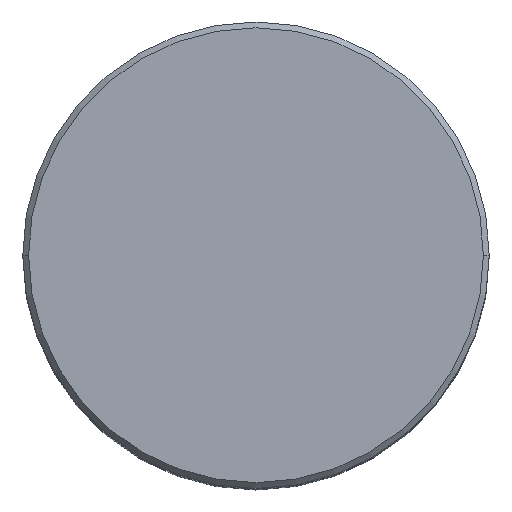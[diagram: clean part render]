
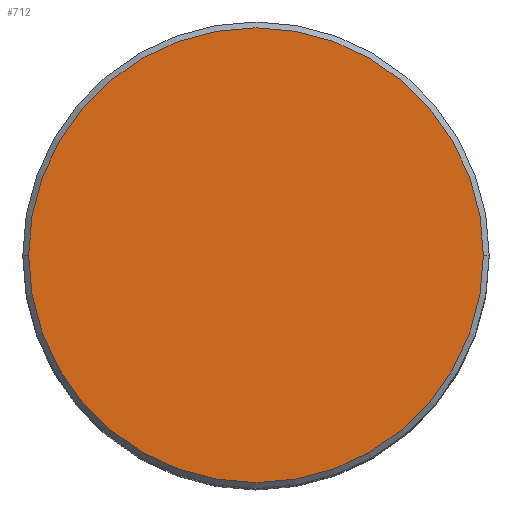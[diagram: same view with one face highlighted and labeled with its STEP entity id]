
A CAD part, top view. The second image highlights one B-rep face of the part: STEP entity #712.
In plain terms, the highlighted planar face has unit normal (0, 0, 1).
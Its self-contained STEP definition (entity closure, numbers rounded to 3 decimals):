
#6 = DIRECTION ( 'NONE',  ( 1., 0., 0. ) ) ;
#20 = CARTESIAN_POINT ( 'NONE',  ( 0., 0., 0. ) ) ;
#121 = CARTESIAN_POINT ( 'NONE',  ( 0., 0., 0. ) ) ;
#142 = DIRECTION ( 'NONE',  ( 0., 0., 1. ) ) ;
#213 = ORIENTED_EDGE ( 'NONE', *, *, #805, .T. ) ;
#252 = DIRECTION ( 'NONE',  ( 0., 0., 1. ) ) ;
#257 = DIRECTION ( 'NONE',  ( 1., 0., 0. ) ) ;
#266 = CARTESIAN_POINT ( 'NONE',  ( 3.9, 0., 0. ) ) ;
#273 = CARTESIAN_POINT ( 'NONE',  ( -3.9, 0., 0. ) ) ;
#335 = DIRECTION ( 'NONE',  ( 1., 0., 0. ) ) ;
#356 = EDGE_CURVE ( 'NONE', #999, #822, #1072, .T. ) ;
#449 = FACE_OUTER_BOUND ( 'NONE', #567, .T. ) ;
#545 = CIRCLE ( 'NONE', #755, 3.9 ) ;
#564 = ORIENTED_EDGE ( 'NONE', *, *, #356, .T. ) ;
#567 = EDGE_LOOP ( 'NONE', ( #213, #564 ) ) ;
#636 = PLANE ( 'NONE',  #977 ) ;
#712 = ADVANCED_FACE ( 'NONE', ( #449 ), #636, .T. ) ;
#755 = AXIS2_PLACEMENT_3D ( 'NONE', #20, #1005, #6 ) ;
#805 = EDGE_CURVE ( 'NONE', #822, #999, #545, .T. ) ;
#814 = CARTESIAN_POINT ( 'NONE',  ( 0., 0., 0. ) ) ;
#822 = VERTEX_POINT ( 'NONE', #273 ) ;
#977 = AXIS2_PLACEMENT_3D ( 'NONE', #814, #252, #257 ) ;
#999 = VERTEX_POINT ( 'NONE', #266 ) ;
#1005 = DIRECTION ( 'NONE',  ( 0., 0., 1. ) ) ;
#1050 = AXIS2_PLACEMENT_3D ( 'NONE', #121, #142, #335 ) ;
#1072 = CIRCLE ( 'NONE', #1050, 3.9 ) ;
